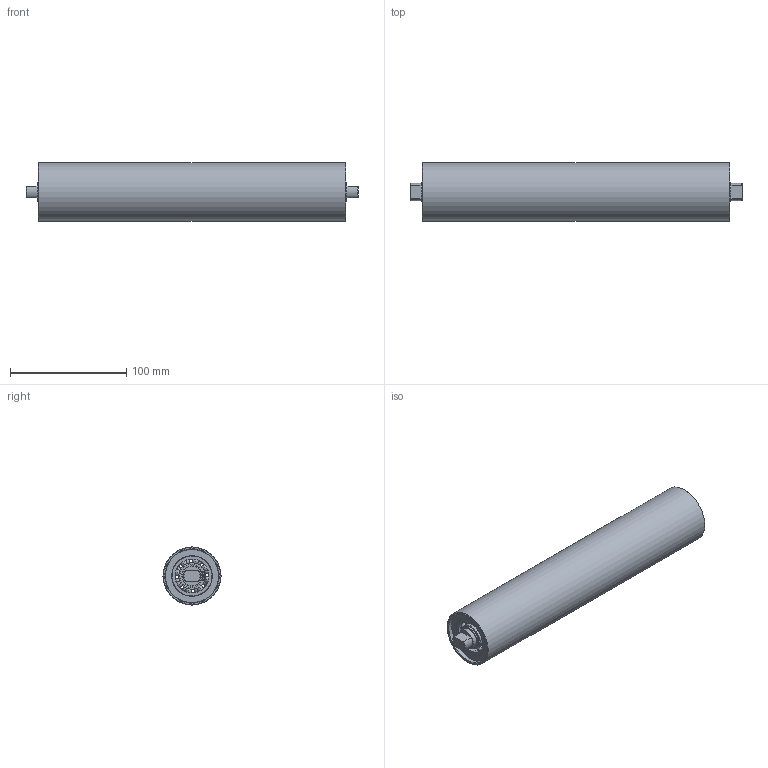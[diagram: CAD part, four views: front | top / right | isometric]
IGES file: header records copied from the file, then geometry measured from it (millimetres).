
Global section: file name: 904523.stp.ipt; native system: Autodesk Inventor 2014; preprocessor: unknown; author: zeman; date: 20151020.100302; units: millimetre
Bounding box: 286 x 50 x 50 mm (x, y, z)
Volume: 221229.1 mm3; surface area: 115425 mm2
Topology: 8 solids, 8 shells, 153 faces, 495 edges, 340 vertices
Faces by surface type: revolution 61, plane 46, cylinder 24, sphere 16, cone 6
Full cylindrical faces by diameter (mm): 16.2 x2, 17 x3, 22.76 x4, 35 x2, 46 x2, 50 x1
